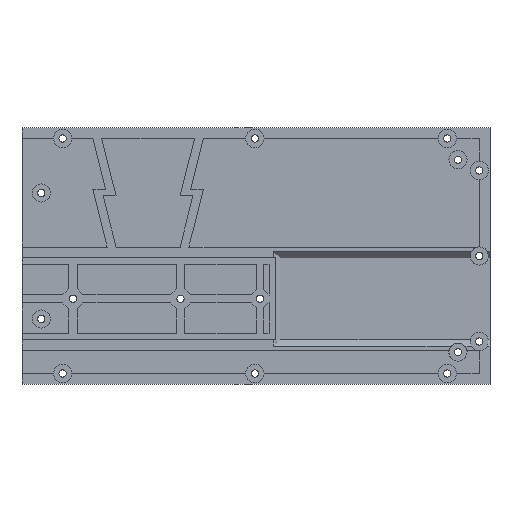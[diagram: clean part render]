
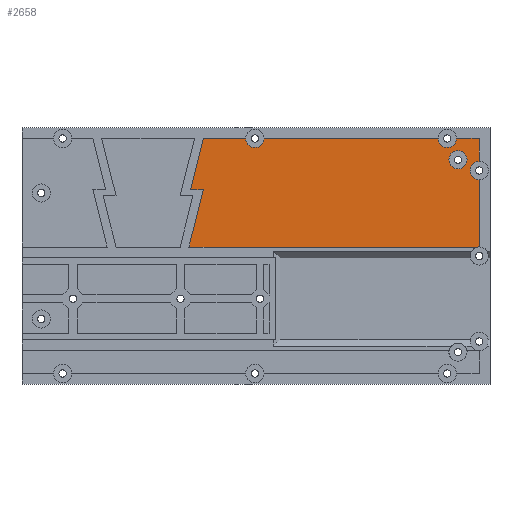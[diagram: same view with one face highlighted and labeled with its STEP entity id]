
A CAD part, left-side view. The second image highlights one B-rep face of the part: STEP entity #2658.
In plain terms, the highlighted planar face has unit normal (-1, 0, 0).
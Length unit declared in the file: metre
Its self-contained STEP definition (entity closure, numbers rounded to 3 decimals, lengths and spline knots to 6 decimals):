
#100=LINE('',#3862,#373);
#102=LINE('',#3866,#375);
#106=LINE('',#3874,#379);
#109=LINE('',#3880,#382);
#111=LINE('',#3884,#384);
#113=LINE('',#3888,#386);
#295=LINE('',#4300,#568);
#297=LINE('',#4304,#570);
#299=LINE('',#4308,#572);
#373=VECTOR('',#3079,1.);
#375=VECTOR('',#3083,1.);
#379=VECTOR('',#3089,1.);
#382=VECTOR('',#3094,1.);
#384=VECTOR('',#3098,1.);
#386=VECTOR('',#3102,1.);
#568=VECTOR('',#3478,1.);
#570=VECTOR('',#3482,1.);
#572=VECTOR('',#3486,1.);
#1068=ORIENTED_EDGE('',*,*,#1606,.F.);
#1069=ORIENTED_EDGE('',*,*,#1396,.F.);
#1070=ORIENTED_EDGE('',*,*,#1607,.F.);
#1071=ORIENTED_EDGE('',*,*,#1398,.F.);
#1072=ORIENTED_EDGE('',*,*,#1389,.F.);
#1073=ORIENTED_EDGE('',*,*,#1608,.F.);
#1074=ORIENTED_EDGE('',*,*,#1387,.F.);
#1075=ORIENTED_EDGE('',*,*,#1609,.F.);
#1076=ORIENTED_EDGE('',*,*,#1393,.F.);
#1077=ORIENTED_EDGE('',*,*,#1605,.T.);
#1078=ORIENTED_EDGE('',*,*,#1603,.T.);
#1079=ORIENTED_EDGE('',*,*,#1601,.T.);
#1080=ORIENTED_EDGE('',*,*,#1400,.F.);
#1081=ORIENTED_EDGE('',*,*,#1610,.F.);
#1387=EDGE_CURVE('',#1743,#1742,#100,.T.);
#1389=EDGE_CURVE('',#1744,#1745,#102,.T.);
#1393=EDGE_CURVE('',#1747,#1746,#106,.T.);
#1396=EDGE_CURVE('',#1749,#1748,#109,.T.);
#1398=EDGE_CURVE('',#1745,#1750,#111,.T.);
#1400=EDGE_CURVE('',#1751,#1752,#113,.T.);
#1601=EDGE_CURVE('',#1885,#1752,#295,.T.);
#1603=EDGE_CURVE('',#1886,#1885,#297,.T.);
#1605=EDGE_CURVE('',#1747,#1886,#299,.T.);
#1606=EDGE_CURVE('',#1887,#1887,#1963,.T.);
#1607=EDGE_CURVE('',#1750,#1749,#1964,.F.);
#1608=EDGE_CURVE('',#1742,#1744,#1965,.F.);
#1609=EDGE_CURVE('',#1746,#1743,#1966,.F.);
#1610=EDGE_CURVE('',#1748,#1751,#1967,.F.);
#1742=VERTEX_POINT('',#3859);
#1743=VERTEX_POINT('',#3861);
#1744=VERTEX_POINT('',#3865);
#1745=VERTEX_POINT('',#3867);
#1746=VERTEX_POINT('',#3871);
#1747=VERTEX_POINT('',#3873);
#1748=VERTEX_POINT('',#3877);
#1749=VERTEX_POINT('',#3879);
#1750=VERTEX_POINT('',#3883);
#1751=VERTEX_POINT('',#3887);
#1752=VERTEX_POINT('',#3889);
#1885=VERTEX_POINT('',#4301);
#1886=VERTEX_POINT('',#4305);
#1887=VERTEX_POINT('',#4311);
#1963=CIRCLE('',#2866,0.00425);
#1964=CIRCLE('',#2867,0.00425);
#1965=CIRCLE('',#2868,0.00425);
#1966=CIRCLE('',#2869,0.00425);
#1967=CIRCLE('',#2870,0.00425);
#2129=EDGE_LOOP('',(#1068));
#2130=EDGE_LOOP('',(#1069,#1070,#1071,#1072,#1073,#1074,#1075,#1076,#1077,
#1078,#1079,#1080,#1081));
#2354=FACE_BOUND('',#2129,.T.);
#2355=FACE_BOUND('',#2130,.T.);
#2536=PLANE('',#2865);
#2658=ADVANCED_FACE('',(#2354,#2355),#2536,.T.);
#2865=AXIS2_PLACEMENT_3D('',#4309,#3487,#3488);
#2866=AXIS2_PLACEMENT_3D('',#4310,#3489,#3490);
#2867=AXIS2_PLACEMENT_3D('',#4312,#3491,#3492);
#2868=AXIS2_PLACEMENT_3D('',#4313,#3493,#3494);
#2869=AXIS2_PLACEMENT_3D('',#4314,#3495,#3496);
#2870=AXIS2_PLACEMENT_3D('',#4315,#3497,#3498);
#3079=DIRECTION('',(0.,-1.,0.));
#3083=DIRECTION('',(0.,-1.,0.));
#3089=DIRECTION('',(0.,-1.,0.));
#3094=DIRECTION('',(0.,0.,-1.));
#3098=DIRECTION('',(0.,0.,-1.));
#3102=DIRECTION('',(0.,1.,0.));
#3478=DIRECTION('',(0.,0.243,-0.97));
#3482=DIRECTION('',(0.,-1.,0.));
#3486=DIRECTION('',(0.,0.243,-0.97));
#3487=DIRECTION('',(-1.,0.,0.));
#3488=DIRECTION('',(0.,1.,0.));
#3489=DIRECTION('',(-1.,0.,0.));
#3490=DIRECTION('',(0.,0.,1.));
#3491=DIRECTION('',(1.,0.,0.));
#3492=DIRECTION('',(0.,0.,-1.));
#3493=DIRECTION('',(1.,0.,0.));
#3494=DIRECTION('',(0.,0.,-1.));
#3495=DIRECTION('',(1.,0.,0.));
#3496=DIRECTION('',(0.,0.,-1.));
#3497=DIRECTION('',(1.,0.,0.));
#3498=DIRECTION('',(0.,0.,-1.));
#3859=CARTESIAN_POINT('',(-0.203,-0.25575,0.075));
#3861=CARTESIAN_POINT('',(-0.203,-0.17425,0.075));
#3862=CARTESIAN_POINT('',(-0.203,-0.210439,0.075));
#3865=CARTESIAN_POINT('',(-0.203,-0.26425,0.075));
#3866=CARTESIAN_POINT('',(-0.203,-0.210439,0.075));
#3867=CARTESIAN_POINT('',(-0.203,-0.275,0.075));
#3871=CARTESIAN_POINT('',(-0.203,-0.16575,0.075));
#3873=CARTESIAN_POINT('',(-0.203,-0.145877,0.075));
#3874=CARTESIAN_POINT('',(-0.203,-0.210439,0.075));
#3877=CARTESIAN_POINT('',(-0.203,-0.275,0.02425));
#3879=CARTESIAN_POINT('',(-0.203,-0.275,0.05575));
#3880=CARTESIAN_POINT('',(-0.203,-0.275,0.0496));
#3883=CARTESIAN_POINT('',(-0.203,-0.275,0.06425));
#3884=CARTESIAN_POINT('',(-0.203,-0.275,0.0496));
#3887=CARTESIAN_POINT('',(-0.203,-0.27435,0.0242));
#3888=CARTESIAN_POINT('',(-0.203,-0.207062,0.0242));
#3889=CARTESIAN_POINT('',(-0.203,-0.139124,0.0242));
#4300=CARTESIAN_POINT('',(-0.203,-0.142501,0.03765));
#4301=CARTESIAN_POINT('',(-0.203,-0.145877,0.0511));
#4304=CARTESIAN_POINT('',(-0.203,-0.142877,0.0511));
#4305=CARTESIAN_POINT('',(-0.203,-0.139877,0.0511));
#4308=CARTESIAN_POINT('',(-0.203,-0.142877,0.06305));
#4309=CARTESIAN_POINT('',(-0.203,-0.12,0.02));
#4310=CARTESIAN_POINT('',(-0.203,-0.265,0.065));
#4311=CARTESIAN_POINT('',(-0.203,-0.265,0.06925));
#4312=CARTESIAN_POINT('',(-0.203,-0.275,0.06));
#4313=CARTESIAN_POINT('',(-0.203,-0.26,0.075));
#4314=CARTESIAN_POINT('',(-0.203,-0.17,0.075));
#4315=CARTESIAN_POINT('',(-0.203,-0.275,0.02));
